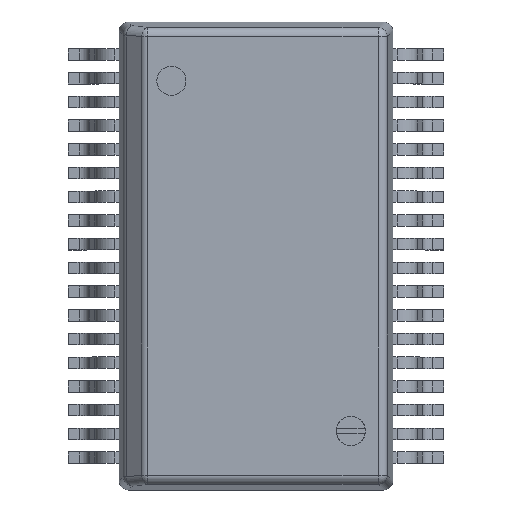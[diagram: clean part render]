
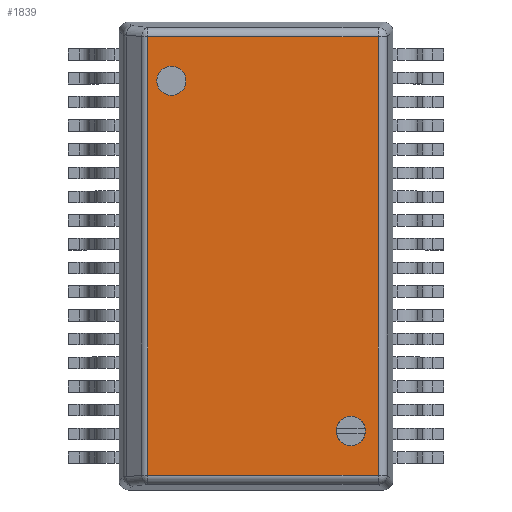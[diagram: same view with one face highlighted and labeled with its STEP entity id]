
A CAD part, top view. The second image highlights one B-rep face of the part: STEP entity #1839.
In plain terms, the highlighted face is planar.
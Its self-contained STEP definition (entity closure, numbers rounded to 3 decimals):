
#756=CARTESIAN_POINT('',(-2.32,1.463,-4.8));
#757=DIRECTION('',(0.,-1.,0.));
#758=DIRECTION('',(1.,0.,0.));
#759=AXIS2_PLACEMENT_3D('',#756,#757,#758);
#764=CARTESIAN_POINT('',(-2.32,1.463,-4.8));
#765=DIRECTION('',(0.,-1.,0.));
#766=DIRECTION('',(-1.,0.,0.));
#767=AXIS2_PLACEMENT_3D('',#764,#765,#766);
#772=CARTESIAN_POINT('',(2.6,1.463,4.8));
#773=DIRECTION('',(0.,1.,0.));
#774=DIRECTION('',(1.,0.,0.));
#775=AXIS2_PLACEMENT_3D('',#772,#773,#774);
#780=CARTESIAN_POINT('',(2.6,1.463,4.8));
#781=DIRECTION('',(0.,1.,0.));
#782=DIRECTION('',(-1.,0.,0.));
#783=AXIS2_PLACEMENT_3D('',#780,#781,#782);
#788=DIRECTION('',(1.,0.,0.));
#789=VECTOR('',#788,6.312);
#790=CARTESIAN_POINT('',(-2.966,1.463,6.011));
#791=LINE('',#790,#789);
#795=DIRECTION('',(0.,0.,1.));
#796=VECTOR('',#795,12.021);
#797=CARTESIAN_POINT('',(-2.966,1.463,-6.011));
#798=LINE('',#797,#796);
#802=DIRECTION('',(-1.,0.,0.));
#803=VECTOR('',#802,6.312);
#804=CARTESIAN_POINT('',(3.346,1.463,-6.011));
#805=LINE('',#804,#803);
#809=DIRECTION('',(0.,0.,-1.));
#810=VECTOR('',#809,12.021);
#811=CARTESIAN_POINT('',(3.346,1.463,6.011));
#812=LINE('',#811,#810);
#1064=CARTESIAN_POINT('',(-1.92,1.463,-4.8));
#1065=CARTESIAN_POINT('',(-2.72,1.463,-4.8));
#1066=VERTEX_POINT('',#1064);
#1067=VERTEX_POINT('',#1065);
#1068=CARTESIAN_POINT('',(3.,1.463,4.8));
#1069=CARTESIAN_POINT('',(2.2,1.463,4.8));
#1070=VERTEX_POINT('',#1068);
#1071=VERTEX_POINT('',#1069);
#1127=CARTESIAN_POINT('',(-2.966,1.463,6.011));
#1128=CARTESIAN_POINT('',(3.346,1.463,6.011));
#1129=VERTEX_POINT('',#1127);
#1130=VERTEX_POINT('',#1128);
#1154=CARTESIAN_POINT('',(3.346,1.463,-6.011));
#1155=CARTESIAN_POINT('',(-2.966,1.463,-6.011));
#1156=VERTEX_POINT('',#1154);
#1157=VERTEX_POINT('',#1155);
#1815=CARTESIAN_POINT('',(0.,1.463,0.));
#1816=DIRECTION('',(0.,1.,0.));
#1817=DIRECTION('',(1.,0.,0.));
#1818=AXIS2_PLACEMENT_3D('',#1815,#1816,#1817);
#1819=PLANE('',#1818);
#1820=ORIENTED_EDGE('',*,*,#1670,.F.);
#1822=ORIENTED_EDGE('',*,*,#1821,.F.);
#1823=ORIENTED_EDGE('',*,*,#1808,.F.);
#1824=ORIENTED_EDGE('',*,*,#1643,.F.);
#1825=EDGE_LOOP('',(#1820,#1822,#1823,#1824));
#1826=FACE_OUTER_BOUND('',#1825,.F.);
#1828=ORIENTED_EDGE('',*,*,#1827,.T.);
#1830=ORIENTED_EDGE('',*,*,#1829,.T.);
#1831=EDGE_LOOP('',(#1828,#1830));
#1832=FACE_BOUND('',#1831,.F.);
#1834=ORIENTED_EDGE('',*,*,#1833,.F.);
#1836=ORIENTED_EDGE('',*,*,#1835,.F.);
#1837=EDGE_LOOP('',(#1834,#1836));
#1838=FACE_BOUND('',#1837,.F.);
#760=CIRCLE('',#759,0.4);
#768=CIRCLE('',#767,0.4);
#776=CIRCLE('',#775,0.4);
#784=CIRCLE('',#783,0.4);
#1643=EDGE_CURVE('',#1130,#1156,#812,.T.);
#1670=EDGE_CURVE('',#1129,#1130,#791,.T.);
#1808=EDGE_CURVE('',#1156,#1157,#805,.T.);
#1821=EDGE_CURVE('',#1157,#1129,#798,.T.);
#1827=EDGE_CURVE('',#1070,#1071,#776,.T.);
#1829=EDGE_CURVE('',#1071,#1070,#784,.T.);
#1833=EDGE_CURVE('',#1066,#1067,#760,.T.);
#1835=EDGE_CURVE('',#1067,#1066,#768,.T.);
#1839=ADVANCED_FACE('',(#1826,#1832,#1838),#1819,.T.);
